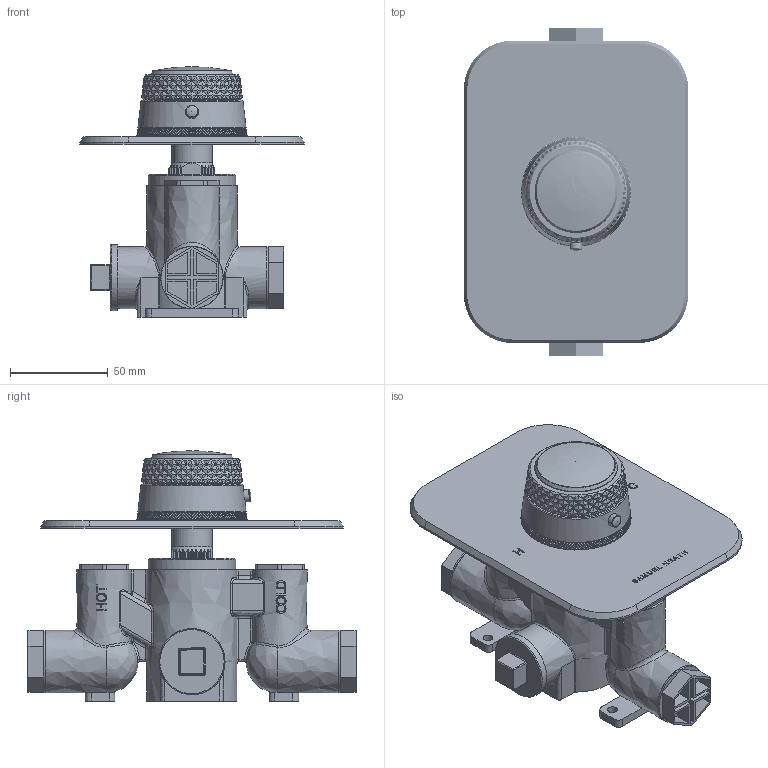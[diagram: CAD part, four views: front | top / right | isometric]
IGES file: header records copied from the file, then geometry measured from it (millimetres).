
Global section: file name: T1000-CCR  T1000-CBR; native system: Autodesk Inventor 2020; preprocessor: unknown; author: rclarke; date: 20200203.082521; units: millimetre
Bounding box: 115 x 168.2 x 128.31 mm (x, y, z)
Volume: 405889.2 mm3; surface area: 184019.4 mm2
Topology: 41 solids, 45 shells, 6267 faces, 14646 edges, 8585 vertices
Faces by surface type: bspline 6267
